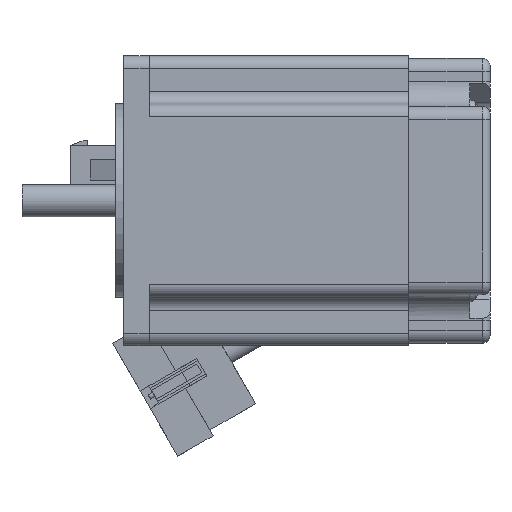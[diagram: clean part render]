
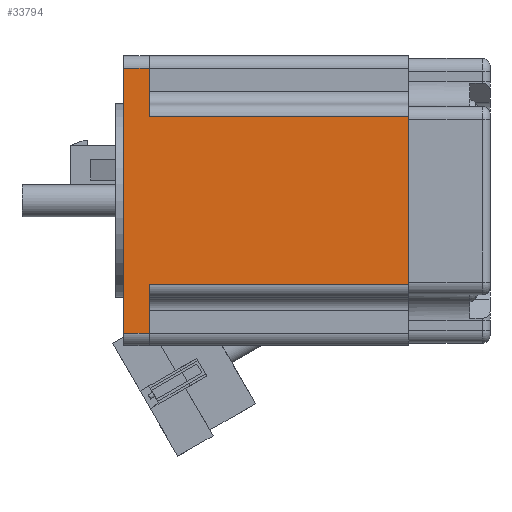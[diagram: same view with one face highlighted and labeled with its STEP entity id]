
A CAD part, front view. The second image highlights one B-rep face of the part: STEP entity #33794.
In plain terms, the highlighted planar face has unit normal (0, -1, 0).
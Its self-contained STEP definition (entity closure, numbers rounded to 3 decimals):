
#6858 = EDGE_CURVE ( 'NONE', #82116, #82121, #50755, .T. ) ;
#6883 = EDGE_CURVE ( 'NONE', #82154, #82152, #50843, .T. ) ;
#6887 = EDGE_CURVE ( 'NONE', #82157, #82071, #50873, .T. ) ;
#6902 = EDGE_CURVE ( 'NONE', #82154, #82071, #50927, .T. ) ;
#6910 = EDGE_CURVE ( 'NONE', #82121, #82161, #50971, .T. ) ;
#6911 = EDGE_CURVE ( 'NONE', #82157, #82161, #50977, .T. ) ;
#6912 = EDGE_CURVE ( 'NONE', #82175, #82152, #50983, .T. ) ;
#6913 = EDGE_CURVE ( 'NONE', #82175, #82116, #50989, .T. ) ;
#15945 = CARTESIAN_POINT ( 'NONE',  ( 26., -28.5, 56. ) ) ;
#15973 = CARTESIAN_POINT ( 'NONE',  ( 16.5, -28.5, 0. ) ) ;
#15974 = CARTESIAN_POINT ( 'NONE',  ( -16.5, -28.5, 0. ) ) ;
#15993 = CARTESIAN_POINT ( 'NONE',  ( -26., -28.5, 51. ) ) ;
#15995 = CARTESIAN_POINT ( 'NONE',  ( -26., -28.5, 56. ) ) ;
#15997 = CARTESIAN_POINT ( 'NONE',  ( 26., -28.5, 51. ) ) ;
#16003 = CARTESIAN_POINT ( 'NONE',  ( 16.5, -28.5, 51. ) ) ;
#16012 = CARTESIAN_POINT ( 'NONE',  ( -16.5, -28.5, 51. ) ) ;
#33794 = ADVANCED_FACE ( 'NONE', ( #127218 ), #126692, .F. ) ;
#50755 = LINE ( 'NONE', #93469, #50760 ) ;
#50760 = VECTOR ( 'NONE', #93454, 1000. ) ;
#50843 = LINE ( 'NONE', #93791, #50864 ) ;
#50864 = VECTOR ( 'NONE', #93765, 1000. ) ;
#50873 = LINE ( 'NONE', #93827, #50878 ) ;
#50878 = VECTOR ( 'NONE', #93830, 1000. ) ;
#50927 = LINE ( 'NONE', #94055, #50937 ) ;
#50937 = VECTOR ( 'NONE', #94059, 1000. ) ;
#50971 = LINE ( 'NONE', #94134, #50980 ) ;
#50977 = LINE ( 'NONE', #94144, #50987 ) ;
#50980 = VECTOR ( 'NONE', #94141, 1000. ) ;
#50983 = LINE ( 'NONE', #94153, #50992 ) ;
#50987 = VECTOR ( 'NONE', #94149, 1000. ) ;
#50989 = LINE ( 'NONE', #94163, #50998 ) ;
#50992 = VECTOR ( 'NONE', #94159, 1000. ) ;
#50998 = VECTOR ( 'NONE', #94169, 1000. ) ;
#76393 = EDGE_LOOP ( 'NONE', ( #121164, #121166, #121169, #121171, #121174, #121176, #121179, #121181 ) ) ;
#82071 = VERTEX_POINT ( 'NONE', #15945 ) ;
#82116 = VERTEX_POINT ( 'NONE', #15974 ) ;
#82121 = VERTEX_POINT ( 'NONE', #15973 ) ;
#82152 = VERTEX_POINT ( 'NONE', #15993 ) ;
#82154 = VERTEX_POINT ( 'NONE', #15995 ) ;
#82157 = VERTEX_POINT ( 'NONE', #15997 ) ;
#82161 = VERTEX_POINT ( 'NONE', #16003 ) ;
#82175 = VERTEX_POINT ( 'NONE', #16012 ) ;
#93454 = DIRECTION ( 'NONE',  ( 1., 0., 0. ) ) ;
#93469 = CARTESIAN_POINT ( 'NONE',  ( -28.5, -28.5, 0. ) ) ;
#93765 = DIRECTION ( 'NONE',  ( 0., 0., -1. ) ) ;
#93791 = CARTESIAN_POINT ( 'NONE',  ( -26., -28.5, 56. ) ) ;
#93827 = CARTESIAN_POINT ( 'NONE',  ( 26., -28.5, 56. ) ) ;
#93830 = DIRECTION ( 'NONE',  ( 0., 0., 1. ) ) ;
#94055 = CARTESIAN_POINT ( 'NONE',  ( -28.5, -28.5, 56. ) ) ;
#94059 = DIRECTION ( 'NONE',  ( 1., 0., 0. ) ) ;
#94134 = CARTESIAN_POINT ( 'NONE',  ( 16.5, -28.5, 56. ) ) ;
#94141 = DIRECTION ( 'NONE',  ( 0., 0., 1. ) ) ;
#94144 = CARTESIAN_POINT ( 'NONE',  ( 26., -28.5, 51. ) ) ;
#94149 = DIRECTION ( 'NONE',  ( -1., 0., 0. ) ) ;
#94153 = CARTESIAN_POINT ( 'NONE',  ( -19., -28.5, 51. ) ) ;
#94159 = DIRECTION ( 'NONE',  ( -1., 0., 0. ) ) ;
#94163 = CARTESIAN_POINT ( 'NONE',  ( -16.5, -28.5, 56. ) ) ;
#94169 = DIRECTION ( 'NONE',  ( 0., 0., -1. ) ) ;
#121164 = ORIENTED_EDGE ( 'NONE', *, *, #6858, .T. ) ;
#121166 = ORIENTED_EDGE ( 'NONE', *, *, #6910, .T. ) ;
#121169 = ORIENTED_EDGE ( 'NONE', *, *, #6911, .F. ) ;
#121171 = ORIENTED_EDGE ( 'NONE', *, *, #6887, .T. ) ;
#121174 = ORIENTED_EDGE ( 'NONE', *, *, #6902, .F. ) ;
#121176 = ORIENTED_EDGE ( 'NONE', *, *, #6883, .T. ) ;
#121179 = ORIENTED_EDGE ( 'NONE', *, *, #6912, .F. ) ;
#121181 = ORIENTED_EDGE ( 'NONE', *, *, #6913, .T. ) ;
#125490 = AXIS2_PLACEMENT_3D ( 'NONE', #126686, #126694, #126695 ) ;
#126686 = CARTESIAN_POINT ( 'NONE',  ( -28.5, -28.5, 56. ) ) ;
#126692 = PLANE ( 'NONE',  #125490 ) ;
#126694 = DIRECTION ( 'NONE',  ( 0., 1., 0. ) ) ;
#126695 = DIRECTION ( 'NONE',  ( 0., 0., 1. ) ) ;
#127218 = FACE_OUTER_BOUND ( 'NONE', #76393, .T. ) ;
